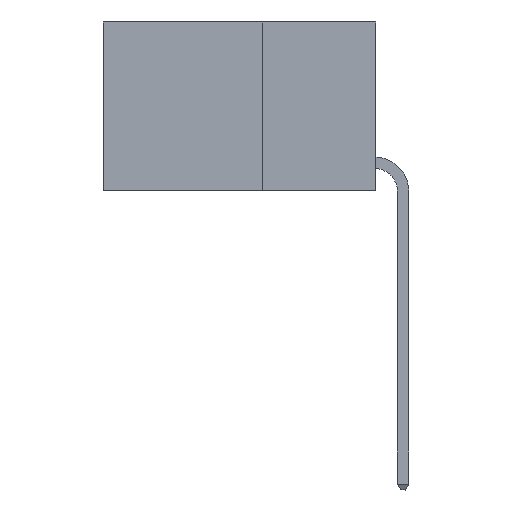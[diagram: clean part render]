
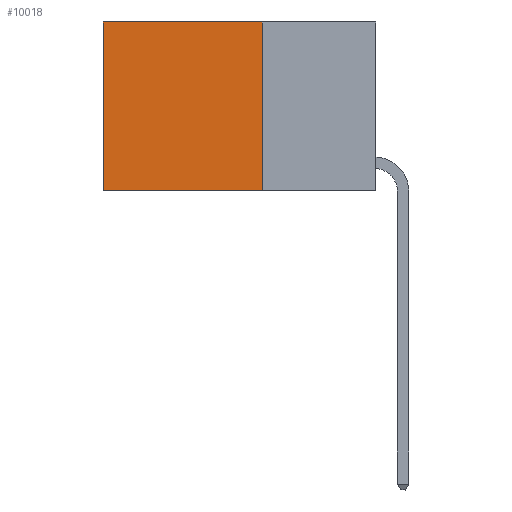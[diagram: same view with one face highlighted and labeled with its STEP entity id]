
A CAD part, left-side view. The second image highlights one B-rep face of the part: STEP entity #10018.
In plain terms, the highlighted planar face has unit normal (-1, 0, 0).
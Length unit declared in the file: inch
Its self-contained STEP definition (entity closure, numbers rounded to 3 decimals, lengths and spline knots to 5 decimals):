
#1820 = VERTEX_POINT ( 'NONE', #14469 ) ;
#1902 = CARTESIAN_POINT ( 'NONE',  ( 0.2625, 0.25, -0.37 ) ) ;
#2127 = VECTOR ( 'NONE', #6814, 39.37008 ) ;
#2591 = EDGE_CURVE ( 'NONE', #1820, #4862, #9348, .T. ) ;
#2917 = EDGE_CURVE ( 'NONE', #6434, #4862, #14771, .T. ) ;
#3039 = LINE ( 'NONE', #5782, #10186 ) ;
#3851 = VECTOR ( 'NONE', #15605, 39.37008 ) ;
#4358 = DIRECTION ( 'NONE',  ( 0., 1., 0. ) ) ;
#4862 = VERTEX_POINT ( 'NONE', #9322 ) ;
#5047 = ORIENTED_EDGE ( 'NONE', *, *, #6562, .F. ) ;
#5782 = CARTESIAN_POINT ( 'NONE',  ( 0.2625, 0.25, 0. ) ) ;
#6295 = DIRECTION ( 'NONE',  ( 0., 0., -1. ) ) ;
#6434 = VERTEX_POINT ( 'NONE', #1902 ) ;
#6443 = CARTESIAN_POINT ( 'NONE',  ( 0.2625, 0.25, -0.37 ) ) ;
#6539 = CARTESIAN_POINT ( 'NONE',  ( 0.2625, 0.25, 0. ) ) ;
#6562 = EDGE_CURVE ( 'NONE', #13181, #6434, #16650, .T. ) ;
#6814 = DIRECTION ( 'NONE',  ( 0., 0., -1. ) ) ;
#7926 = DIRECTION ( 'NONE',  ( 0., 0., -1. ) ) ;
#7998 = FACE_OUTER_BOUND ( 'NONE', #11264, .T. ) ;
#8143 = CARTESIAN_POINT ( 'NONE',  ( 0.2625, 0.6, 0. ) ) ;
#8966 = PLANE ( 'NONE',  #12162 ) ;
#9322 = CARTESIAN_POINT ( 'NONE',  ( 0.2625, 0.6, -0.37 ) ) ;
#9348 = LINE ( 'NONE', #8143, #2127 ) ;
#9380 = ORIENTED_EDGE ( 'NONE', *, *, #2591, .T. ) ;
#9783 = VECTOR ( 'NONE', #7926, 39.37008 ) ;
#10018 = ADVANCED_FACE ( 'NONE', ( #7998 ), #8966, .F. ) ;
#10186 = VECTOR ( 'NONE', #4358, 39.37008 ) ;
#11264 = EDGE_LOOP ( 'NONE', ( #9380, #11796, #5047, #16477 ) ) ;
#11549 = CARTESIAN_POINT ( 'NONE',  ( 0.2625, 0.25, 0. ) ) ;
#11796 = ORIENTED_EDGE ( 'NONE', *, *, #2917, .F. ) ;
#12162 = AXIS2_PLACEMENT_3D ( 'NONE', #12897, #14200, #6295 ) ;
#12418 = EDGE_CURVE ( 'NONE', #13181, #1820, #3039, .T. ) ;
#12897 = CARTESIAN_POINT ( 'NONE',  ( 0.2625, 0.25, 0. ) ) ;
#13181 = VERTEX_POINT ( 'NONE', #11549 ) ;
#14200 = DIRECTION ( 'NONE',  ( 1., 0., 0. ) ) ;
#14469 = CARTESIAN_POINT ( 'NONE',  ( 0.2625, 0.6, 0. ) ) ;
#14771 = LINE ( 'NONE', #6443, #3851 ) ;
#15605 = DIRECTION ( 'NONE',  ( 0., 1., 0. ) ) ;
#16477 = ORIENTED_EDGE ( 'NONE', *, *, #12418, .T. ) ;
#16650 = LINE ( 'NONE', #6539, #9783 ) ;
